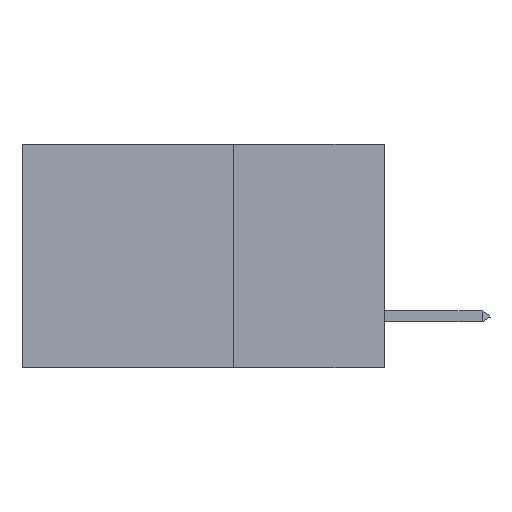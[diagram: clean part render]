
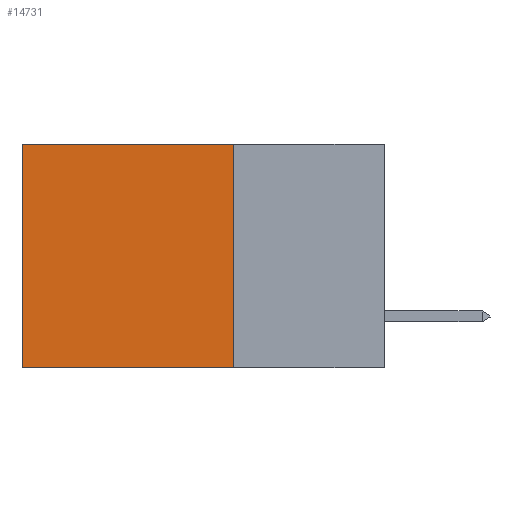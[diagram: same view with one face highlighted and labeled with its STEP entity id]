
A CAD part, left-side view. The second image highlights one B-rep face of the part: STEP entity #14731.
In plain terms, the highlighted planar face has unit normal (-1, 0, 0).
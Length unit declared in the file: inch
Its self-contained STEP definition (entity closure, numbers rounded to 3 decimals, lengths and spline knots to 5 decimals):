
#54 = EDGE_CURVE ( 'NONE', #18752, #20818, #22849, .T. ) ;
#787 = AXIS2_PLACEMENT_3D ( 'NONE', #14736, #42538, #21569 ) ;
#975 = ORIENTED_EDGE ( 'NONE', *, *, #35569, .F. ) ;
#1857 = VECTOR ( 'NONE', #8483, 39.37008 ) ;
#2778 = LINE ( 'NONE', #29744, #36347 ) ;
#3820 = VECTOR ( 'NONE', #43058, 39.37008 ) ;
#7037 = CARTESIAN_POINT ( 'NONE',  ( 0.2875, 0.6, -0.37 ) ) ;
#8344 = CARTESIAN_POINT ( 'NONE',  ( 0.2875, 0.6, 0. ) ) ;
#8483 = DIRECTION ( 'NONE',  ( 0., 0., -1. ) ) ;
#10231 = CARTESIAN_POINT ( 'NONE',  ( 0.2875, 0.6, 0. ) ) ;
#10690 = LINE ( 'NONE', #16169, #3820 ) ;
#11193 = EDGE_CURVE ( 'NONE', #18752, #20471, #10690, .T. ) ;
#14462 = LINE ( 'NONE', #8344, #1857 ) ;
#14731 = ADVANCED_FACE ( 'NONE', ( #25788 ), #30450, .F. ) ;
#14736 = CARTESIAN_POINT ( 'NONE',  ( 0.2875, 0.25, 0. ) ) ;
#15015 = VECTOR ( 'NONE', #36271, 39.37008 ) ;
#15966 = CARTESIAN_POINT ( 'NONE',  ( 0.2875, 0.25, 0. ) ) ;
#16169 = CARTESIAN_POINT ( 'NONE',  ( 0.2875, 0.25, 0. ) ) ;
#18752 = VERTEX_POINT ( 'NONE', #23011 ) ;
#20471 = VERTEX_POINT ( 'NONE', #28645 ) ;
#20818 = VERTEX_POINT ( 'NONE', #10231 ) ;
#21569 = DIRECTION ( 'NONE',  ( 0., 0., -1. ) ) ;
#22849 = LINE ( 'NONE', #15966, #15015 ) ;
#23011 = CARTESIAN_POINT ( 'NONE',  ( 0.2875, 0.25, 0. ) ) ;
#25611 = EDGE_CURVE ( 'NONE', #20818, #42061, #14462, .T. ) ;
#25788 = FACE_OUTER_BOUND ( 'NONE', #39174, .T. ) ;
#28645 = CARTESIAN_POINT ( 'NONE',  ( 0.2875, 0.25, -0.37 ) ) ;
#29349 = ORIENTED_EDGE ( 'NONE', *, *, #25611, .T. ) ;
#29744 = CARTESIAN_POINT ( 'NONE',  ( 0.2875, 0.25, -0.37 ) ) ;
#30450 = PLANE ( 'NONE',  #787 ) ;
#35569 = EDGE_CURVE ( 'NONE', #20471, #42061, #2778, .T. ) ;
#36271 = DIRECTION ( 'NONE',  ( 0., 1., 0. ) ) ;
#36347 = VECTOR ( 'NONE', #43407, 39.37008 ) ;
#36360 = ORIENTED_EDGE ( 'NONE', *, *, #54, .T. ) ;
#36545 = ORIENTED_EDGE ( 'NONE', *, *, #11193, .F. ) ;
#39174 = EDGE_LOOP ( 'NONE', ( #29349, #975, #36545, #36360 ) ) ;
#42061 = VERTEX_POINT ( 'NONE', #7037 ) ;
#42538 = DIRECTION ( 'NONE',  ( 1., 0., 0. ) ) ;
#43058 = DIRECTION ( 'NONE',  ( 0., 0., -1. ) ) ;
#43407 = DIRECTION ( 'NONE',  ( 0., 1., 0. ) ) ;
